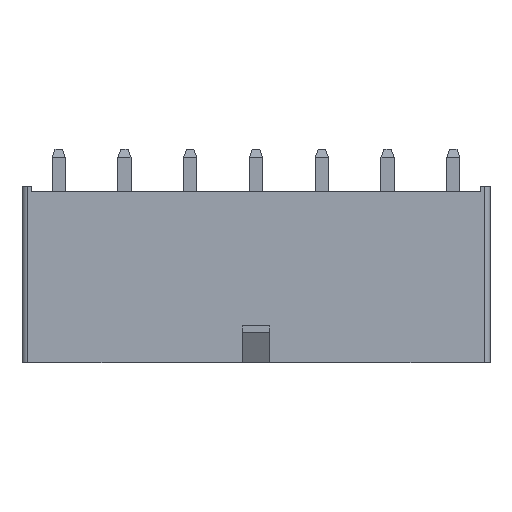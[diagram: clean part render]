
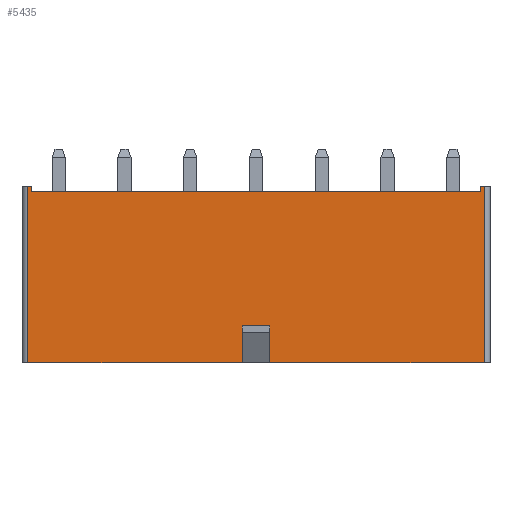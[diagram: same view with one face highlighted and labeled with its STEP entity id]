
A CAD part, top view. The second image highlights one B-rep face of the part: STEP entity #5435.
In plain terms, the highlighted planar face has unit normal (0, 0, 1).
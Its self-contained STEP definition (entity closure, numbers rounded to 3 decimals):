
#1518=ORIENTED_EDGE('',*,*,#1844,.F.);
#1519=ORIENTED_EDGE('',*,*,#2335,.T.);
#1520=ORIENTED_EDGE('',*,*,#2283,.T.);
#1521=ORIENTED_EDGE('',*,*,#2271,.T.);
#1522=ORIENTED_EDGE('',*,*,#2275,.F.);
#1523=ORIENTED_EDGE('',*,*,#2267,.F.);
#1524=ORIENTED_EDGE('',*,*,#2266,.F.);
#1525=ORIENTED_EDGE('',*,*,#2263,.T.);
#1526=ORIENTED_EDGE('',*,*,#2274,.F.);
#1527=ORIENTED_EDGE('',*,*,#2260,.T.);
#1528=ORIENTED_EDGE('',*,*,#2256,.T.);
#1529=ORIENTED_EDGE('',*,*,#2334,.F.);
#1844=EDGE_CURVE('',#2520,#2521,#3000,.T.);
#2256=EDGE_CURVE('',#2794,#2792,#3401,.T.);
#2260=EDGE_CURVE('',#2797,#2794,#3404,.F.);
#2263=EDGE_CURVE('',#2799,#2719,#3406,.T.);
#2266=EDGE_CURVE('',#2799,#2800,#3409,.T.);
#2267=EDGE_CURVE('',#2800,#2718,#3410,.T.);
#2271=EDGE_CURVE('',#2802,#2804,#3412,.T.);
#2274=EDGE_CURVE('',#2797,#2719,#3415,.T.);
#2275=EDGE_CURVE('',#2718,#2804,#3416,.T.);
#2283=EDGE_CURVE('',#2811,#2802,#3422,.T.);
#2334=EDGE_CURVE('',#2521,#2792,#3473,.T.);
#2335=EDGE_CURVE('',#2520,#2811,#3474,.T.);
#2520=VERTEX_POINT('',#7737);
#2521=VERTEX_POINT('',#7739);
#2718=VERTEX_POINT('',#8306);
#2719=VERTEX_POINT('',#8308);
#2792=VERTEX_POINT('',#8571);
#2794=VERTEX_POINT('',#8574);
#2797=VERTEX_POINT('',#8582);
#2799=VERTEX_POINT('',#8588);
#2800=VERTEX_POINT('',#8592);
#2802=VERTEX_POINT('',#8599);
#2804=VERTEX_POINT('',#8603);
#2811=VERTEX_POINT('',#8626);
#3000=LINE('',#7738,#3679);
#3401=LINE('',#8573,#4080);
#3404=LINE('',#8581,#4083);
#3406=LINE('',#8587,#4085);
#3409=LINE('',#8593,#4088);
#3410=LINE('',#8595,#4089);
#3412=LINE('',#8604,#4091);
#3415=LINE('',#8609,#4094);
#3416=LINE('',#8610,#4095);
#3422=LINE('',#8625,#4101);
#3473=LINE('',#8726,#4152);
#3474=LINE('',#8728,#4153);
#3679=VECTOR('',#6279,1000.);
#4080=VECTOR('',#7002,1000.);
#4083=VECTOR('',#7009,1000.);
#4085=VECTOR('',#7015,1000.);
#4088=VECTOR('',#7020,1000.);
#4089=VECTOR('',#7023,1000.);
#4091=VECTOR('',#7031,1000.);
#4094=VECTOR('',#7036,1000.);
#4095=VECTOR('',#7037,1000.);
#4101=VECTOR('',#7051,1000.);
#4152=VECTOR('',#7194,1000.);
#4153=VECTOR('',#7197,1000.);
#4510=EDGE_LOOP('',(#1518,#1519,#1520,#1521,#1522,#1523,#1524,#1525,#1526,
#1527,#1528,#1529));
#4851=FACE_BOUND('',#4510,.T.);
#5129=PLANE('',#5832);
#5435=ADVANCED_FACE('',(#4851),#5129,.F.);
#5832=AXIS2_PLACEMENT_3D('',#8727,#7195,#7196);
#6279=DIRECTION('',(1.,0.,0.));
#7002=DIRECTION('',(-1.,0.,0.));
#7009=DIRECTION('',(0.,-1.,0.));
#7015=DIRECTION('',(0.,-1.,0.));
#7020=DIRECTION('',(-1.,0.,0.));
#7023=DIRECTION('',(0.,-1.,0.));
#7031=DIRECTION('',(0.,-1.,0.));
#7036=DIRECTION('',(-1.,0.,0.));
#7037=DIRECTION('',(-1.,0.,0.));
#7051=DIRECTION('',(-1.,0.,0.));
#7194=DIRECTION('',(0.,1.,0.));
#7195=DIRECTION('',(0.,0.,-1.));
#7196=DIRECTION('',(-1.,0.,0.));
#7197=DIRECTION('',(0.,1.,0.));
#7737=CARTESIAN_POINT('',(-19.425,7.15,3.4));
#7738=CARTESIAN_POINT('',(-19.425,7.15,3.4));
#7739=CARTESIAN_POINT('',(19.425,7.15,3.4));
#8306=CARTESIAN_POINT('',(-1.175,-7.65,3.4));
#8308=CARTESIAN_POINT('',(1.175,-7.65,3.4));
#8571=CARTESIAN_POINT('',(19.425,7.65,3.4));
#8573=CARTESIAN_POINT('',(20.275,7.65,3.4));
#8574=CARTESIAN_POINT('',(19.775,7.65,3.4));
#8581=CARTESIAN_POINT('',(19.775,7.65,3.4));
#8582=CARTESIAN_POINT('',(19.775,-7.65,3.4));
#8587=CARTESIAN_POINT('',(1.175,-4.65,3.4));
#8588=CARTESIAN_POINT('',(1.175,-4.65,3.4));
#8592=CARTESIAN_POINT('',(-1.175,-4.65,3.4));
#8593=CARTESIAN_POINT('',(1.175,-4.65,3.4));
#8595=CARTESIAN_POINT('',(-1.175,-4.65,3.4));
#8599=CARTESIAN_POINT('',(-19.775,7.65,3.4));
#8603=CARTESIAN_POINT('',(-19.775,-7.65,3.4));
#8604=CARTESIAN_POINT('',(-19.775,7.65,3.4));
#8609=CARTESIAN_POINT('',(20.275,-7.65,3.4));
#8610=CARTESIAN_POINT('',(20.275,-7.65,3.4));
#8625=CARTESIAN_POINT('',(20.275,7.65,3.4));
#8626=CARTESIAN_POINT('',(-19.425,7.65,3.4));
#8726=CARTESIAN_POINT('',(19.425,7.15,3.4));
#8727=CARTESIAN_POINT('',(20.275,7.65,3.4));
#8728=CARTESIAN_POINT('',(-19.425,7.15,3.4));
